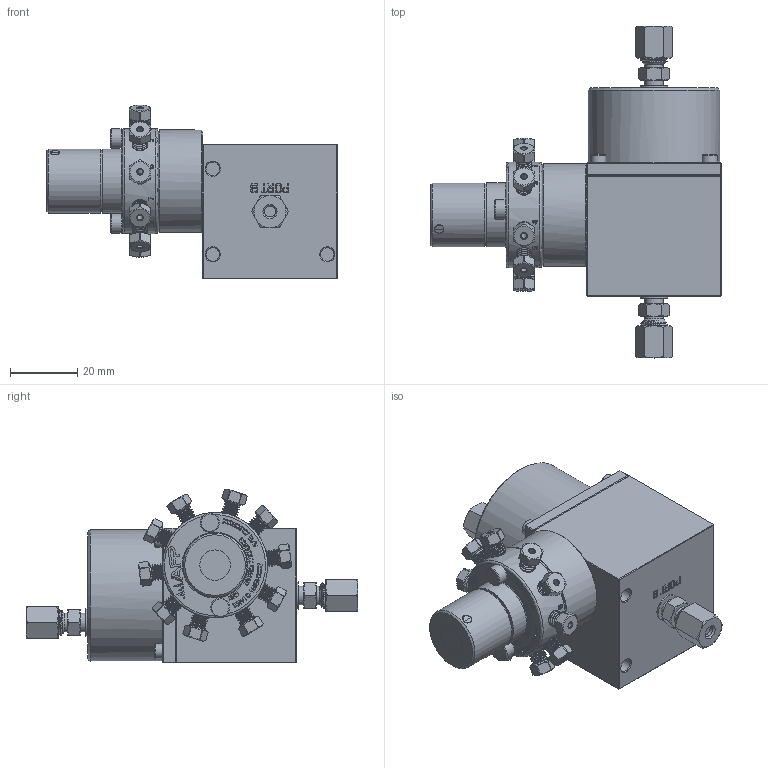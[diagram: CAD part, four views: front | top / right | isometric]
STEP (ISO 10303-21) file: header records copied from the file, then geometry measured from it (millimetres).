
FILE_DESCRIPTION (( 'STEP AP214' ), '1' );
FILE_NAME ('MRV10-16R2-0007-CP_Blank.STEP', '2022-07-21T13:42:28', ( 'user' ), ( '' ), 'SwSTEP 2.0', 'SolidWorks 2022', '' );
FILE_SCHEMA (( 'AUTOMOTIVE_DESIGN' ));
Length unit declared in the file: inch
Products named in the file (1): MRV10-16R2-0007-CP_Blank
Bounding box: 86.29 x 98.49 x 51.62 mm (x, y, z)
Volume: 118032.7 mm3; surface area: 24218.3 mm2
Topology: 2 solids, 2 shells, 2504 faces, 6842 edges, 4519 vertices
Faces by surface type: plane 1499, bspline 646, cylinder 202, cone 139, torus 18
Full cylindrical faces by diameter (mm): 1.702 x10, 3.175 x2, 3.607 x2, 4 x3, 4.064 x40, 4.5 x4, 5.55 x4, 5.74 x2, 8.128 x2, 14.732 x1, 18.986 x1, 19.012 x2, 30.48 x1, 31.242 x1, 39.116 x1
Entity records: 161678 total; most frequent: CARTESIAN_POINT 73451, ORIENTED_EDGE 12970, DIRECTION 8963, EDGE_CURVE 6485, VERTEX_POINT 4341, VECTOR 4133, LINE 4133, EDGE_LOOP 2786
